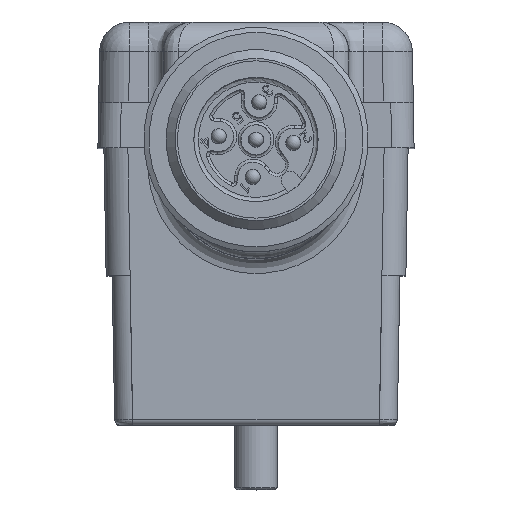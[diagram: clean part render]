
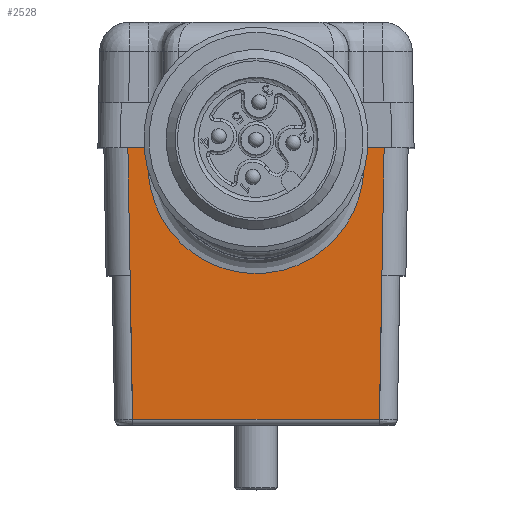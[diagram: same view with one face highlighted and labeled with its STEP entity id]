
A CAD part, top view. The second image highlights one B-rep face of the part: STEP entity #2528.
In plain terms, the highlighted planar face has unit normal (0, -0.018, 1).
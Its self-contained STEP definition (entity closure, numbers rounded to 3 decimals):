
#170=PLANE('',#8409);
#528=FACE_OUTER_BOUND('',#3178,.T.);
#972=ELLIPSE('',#8408,7.201,7.2);
#1207=LINE('',#11502,#1852);
#1208=LINE('',#11505,#1853);
#1209=LINE('',#11507,#1854);
#1210=LINE('',#11509,#1855);
#1211=LINE('',#11511,#1856);
#1212=LINE('',#11513,#1857);
#1213=LINE('',#11514,#1858);
#1214=LINE('',#11518,#1859);
#1215=LINE('',#11519,#1860);
#1216=LINE('',#11521,#1861);
#1217=LINE('',#11523,#1862);
#1852=VECTOR('',#9217,1.);
#1853=VECTOR('',#9218,1.);
#1854=VECTOR('',#9219,1.);
#1855=VECTOR('',#9220,1.);
#1856=VECTOR('',#9221,1.);
#1857=VECTOR('',#9222,1.);
#1858=VECTOR('',#9223,1.);
#1859=VECTOR('',#9226,1.);
#1860=VECTOR('',#9227,1.);
#1861=VECTOR('',#9228,1.);
#1862=VECTOR('',#9229,1.);
#2528=ADVANCED_FACE('',(#528),#170,.T.);
#3178=EDGE_LOOP('',(#3763,#3764,#3765,#3766,#3767,#3768,#3769,#3770,#3771,
#3772,#3773,#3774));
#3763=ORIENTED_EDGE('',*,*,#6892,.T.);
#3764=ORIENTED_EDGE('',*,*,#6893,.T.);
#3765=ORIENTED_EDGE('',*,*,#6894,.T.);
#3766=ORIENTED_EDGE('',*,*,#6895,.T.);
#3767=ORIENTED_EDGE('',*,*,#6896,.F.);
#3768=ORIENTED_EDGE('',*,*,#6897,.T.);
#3769=ORIENTED_EDGE('',*,*,#6898,.T.);
#3770=ORIENTED_EDGE('',*,*,#6899,.T.);
#3771=ORIENTED_EDGE('',*,*,#6900,.T.);
#3772=ORIENTED_EDGE('',*,*,#6901,.T.);
#3773=ORIENTED_EDGE('',*,*,#6902,.T.);
#3774=ORIENTED_EDGE('',*,*,#6903,.T.);
#6126=VERTEX_POINT('',#11485);
#6128=VERTEX_POINT('',#11490);
#6131=VERTEX_POINT('',#11503);
#6132=VERTEX_POINT('',#11504);
#6133=VERTEX_POINT('',#11506);
#6134=VERTEX_POINT('',#11508);
#6135=VERTEX_POINT('',#11510);
#6136=VERTEX_POINT('',#11512);
#6137=VERTEX_POINT('',#11515);
#6138=VERTEX_POINT('',#11517);
#6139=VERTEX_POINT('',#11520);
#6140=VERTEX_POINT('',#11522);
#6892=EDGE_CURVE('',#6131,#6132,#1207,.T.);
#6893=EDGE_CURVE('',#6132,#6133,#1208,.T.);
#6894=EDGE_CURVE('',#6133,#6134,#1209,.T.);
#6895=EDGE_CURVE('',#6134,#6135,#1210,.T.);
#6896=EDGE_CURVE('',#6136,#6135,#1211,.T.);
#6897=EDGE_CURVE('',#6136,#6128,#1212,.T.);
#6898=EDGE_CURVE('',#6128,#6137,#1213,.T.);
#6899=EDGE_CURVE('',#6137,#6138,#972,.T.);
#6900=EDGE_CURVE('',#6138,#6126,#1214,.T.);
#6901=EDGE_CURVE('',#6126,#6139,#1215,.T.);
#6902=EDGE_CURVE('',#6139,#6140,#1216,.T.);
#6903=EDGE_CURVE('',#6140,#6131,#1217,.T.);
#8408=AXIS2_PLACEMENT_3D('',#11516,#9224,#9225);
#8409=AXIS2_PLACEMENT_3D('',#11524,#9230,#9231);
#9217=DIRECTION('',(0.017,-1.,-0.017));
#9218=DIRECTION('',(1.,0.,0.));
#9219=DIRECTION('',(0.017,1.,0.017));
#9220=DIRECTION('',(1.,0.,0.));
#9221=DIRECTION('',(0.,-1.,-0.017));
#9222=DIRECTION('',(-1.,0.,0.));
#9223=DIRECTION('',(0.,-1.,-0.017));
#9224=DIRECTION('',(0.,0.017,-1.));
#9225=DIRECTION('',(0.,1.,0.017));
#9226=DIRECTION('',(0.,1.,0.017));
#9227=DIRECTION('',(-1.,0.,0.));
#9228=DIRECTION('',(0.,-1.,-0.017));
#9229=DIRECTION('',(1.,0.,0.));
#9230=DIRECTION('',(0.,-0.017,1.));
#9231=DIRECTION('',(-1.,0.,0.));
#11485=CARTESIAN_POINT('',(-7.2,1.5,-5.574));
#11490=CARTESIAN_POINT('',(7.2,1.5,-5.574));
#11502=CARTESIAN_POINT('',(-8.402,-8.472,-5.748));
#11503=CARTESIAN_POINT('',(-8.55,0.,-5.6));
#11504=CARTESIAN_POINT('',(-8.234,-18.107,-5.916));
#11505=CARTESIAN_POINT('',(0.,-18.107,-5.916));
#11506=CARTESIAN_POINT('',(8.234,-18.107,-5.916));
#11507=CARTESIAN_POINT('',(8.551,0.028,-5.6));
#11508=CARTESIAN_POINT('',(8.55,0.,-5.6));
#11509=CARTESIAN_POINT('',(10.15,0.,-5.6));
#11510=CARTESIAN_POINT('',(9.05,0.,-5.6));
#11511=CARTESIAN_POINT('',(9.05,-1.2,-5.621));
#11512=CARTESIAN_POINT('',(9.05,1.5,-5.574));
#11513=CARTESIAN_POINT('',(0.,1.5,-5.574));
#11514=CARTESIAN_POINT('',(7.2,-1.182,-5.621));
#11515=CARTESIAN_POINT('',(7.2,-1.183,-5.621));
#11516=CARTESIAN_POINT('',(0.,-1.183,-5.621));
#11517=CARTESIAN_POINT('',(-7.2,-1.183,-5.621));
#11518=CARTESIAN_POINT('',(-7.2,7.216,-5.474));
#11519=CARTESIAN_POINT('',(0.,1.5,-5.574));
#11520=CARTESIAN_POINT('',(-9.05,1.5,-5.574));
#11521=CARTESIAN_POINT('',(-9.05,2.999,-5.548));
#11522=CARTESIAN_POINT('',(-9.05,0.,-5.6));
#11523=CARTESIAN_POINT('',(-10.55,0.,-5.6));
#11524=CARTESIAN_POINT('',(0.,-1.2,-5.621));
